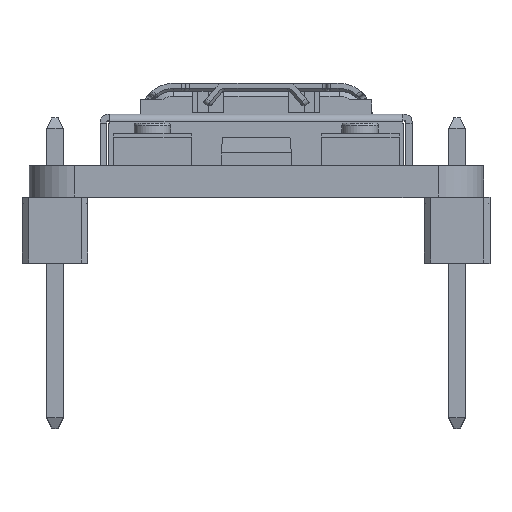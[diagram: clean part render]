
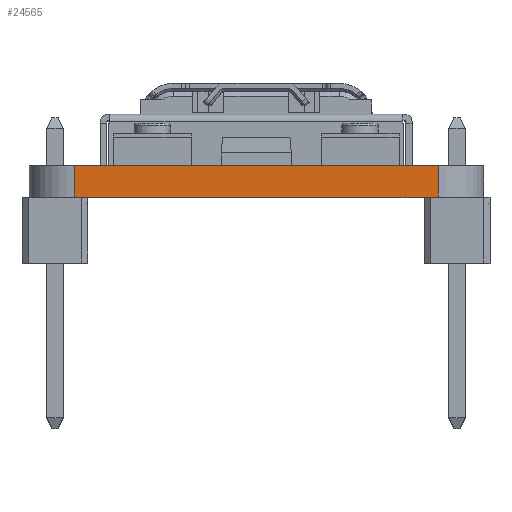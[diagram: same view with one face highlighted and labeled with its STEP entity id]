
A CAD part, top view. The second image highlights one B-rep face of the part: STEP entity #24565.
In plain terms, the highlighted planar face has unit normal (0, 0, 1).
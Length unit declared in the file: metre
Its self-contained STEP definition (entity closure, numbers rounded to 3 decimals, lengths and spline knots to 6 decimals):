
#6486=ORIENTED_EDGE('',*,*,#10857,.T.);
#6487=ORIENTED_EDGE('',*,*,#10856,.F.);
#6488=ORIENTED_EDGE('',*,*,#10858,.F.);
#6489=ORIENTED_EDGE('',*,*,#10859,.T.);
#10856=EDGE_CURVE('',#13394,#13391,#15993,.T.);
#10857=EDGE_CURVE('',#13395,#13391,#15994,.T.);
#10858=EDGE_CURVE('',#13396,#13394,#15995,.T.);
#10859=EDGE_CURVE('',#13396,#13395,#15996,.T.);
#13391=VERTEX_POINT('',#40969);
#13394=VERTEX_POINT('',#40974);
#13395=VERTEX_POINT('',#40978);
#13396=VERTEX_POINT('',#40980);
#15993=LINE('',#40975,#18854);
#15994=LINE('',#40977,#18855);
#15995=LINE('',#40979,#18856);
#15996=LINE('',#40981,#18857);
#18854=VECTOR('',#33283,1.);
#18855=VECTOR('',#33286,1.);
#18856=VECTOR('',#33287,1.);
#18857=VECTOR('',#33288,1.);
#20658=EDGE_LOOP('',(#6486,#6487,#6488,#6489));
#22099=FACE_BOUND('',#20658,.T.);
#23223=PLANE('',#27675);
#24565=ADVANCED_FACE('',(#22099),#23223,.F.);
#27675=AXIS2_PLACEMENT_3D('',#40976,#33284,#33285);
#33283=DIRECTION('',(0.,-1.,0.));
#33284=DIRECTION('',(0.,0.,-1.));
#33285=DIRECTION('',(-1.,0.,0.));
#33286=DIRECTION('',(1.,0.,0.));
#33287=DIRECTION('',(1.,0.,0.));
#33288=DIRECTION('',(0.,-1.,0.));
#40969=CARTESIAN_POINT('',(0.007,0.,0.0105));
#40974=CARTESIAN_POINT('',(0.007,0.0012,0.0105));
#40975=CARTESIAN_POINT('',(0.007,0.0012,0.0105));
#40976=CARTESIAN_POINT('',(-0.007,0.0012,0.0105));
#40977=CARTESIAN_POINT('',(-0.007,0.,0.0105));
#40978=CARTESIAN_POINT('',(-0.007,0.,0.0105));
#40979=CARTESIAN_POINT('',(-0.007,0.0012,0.0105));
#40980=CARTESIAN_POINT('',(-0.007,0.0012,0.0105));
#40981=CARTESIAN_POINT('',(-0.007,0.0012,0.0105));
